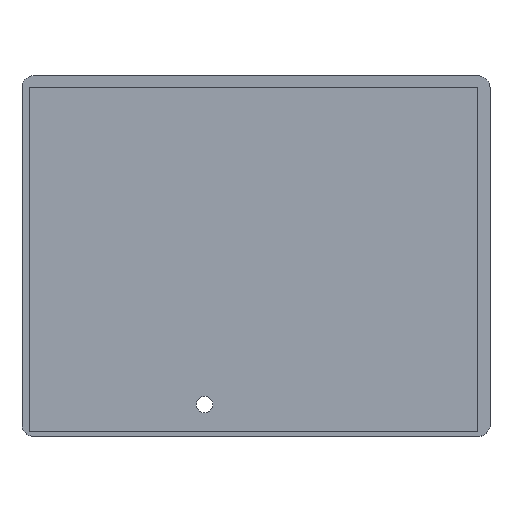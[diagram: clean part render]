
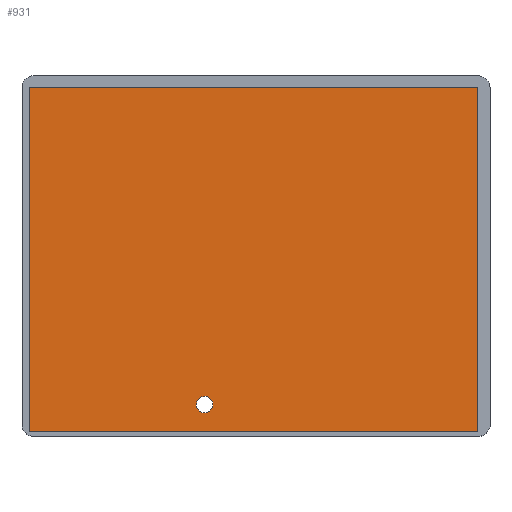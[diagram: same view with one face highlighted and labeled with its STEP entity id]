
A CAD part, top view. The second image highlights one B-rep face of the part: STEP entity #931.
In plain terms, the highlighted planar face has unit normal (0, 0, 1).
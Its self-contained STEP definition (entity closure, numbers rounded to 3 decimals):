
#170=CARTESIAN_POINT('',(-65.633,-40.174,1.414));
#171=VERTEX_POINT('',#170);
#180=CARTESIAN_POINT('',(-65.633,38.55,1.414));
#181=VERTEX_POINT('',#180);
#182=CARTESIAN_POINT('',(-65.633,-40.174,1.414));
#183=DIRECTION('',(0.,1.,0.));
#184=VECTOR('',#183,78.724);
#185=LINE('',#182,#184);
#186=EDGE_CURVE('',#171,#181,#185,.T.);
#622=CARTESIAN_POINT('',(36.859,-40.174,1.414));
#623=VERTEX_POINT('',#622);
#630=CARTESIAN_POINT('',(36.859,-40.174,1.414));
#631=DIRECTION('',(-1.,0.,0.));
#632=VECTOR('',#631,102.492);
#633=LINE('',#630,#632);
#634=EDGE_CURVE('',#623,#171,#633,.T.);
#646=CARTESIAN_POINT('',(36.859,38.55,1.414));
#647=VERTEX_POINT('',#646);
#654=CARTESIAN_POINT('',(36.859,38.55,1.414));
#655=DIRECTION('',(0.,-1.,0.));
#656=VECTOR('',#655,78.724);
#657=LINE('',#654,#656);
#658=EDGE_CURVE('',#647,#623,#657,.T.);
#679=CARTESIAN_POINT('',(-65.633,38.55,1.414));
#680=DIRECTION('',(1.,0.,-0.));
#681=VECTOR('',#680,102.492);
#682=LINE('',#679,#681);
#683=EDGE_CURVE('',#181,#647,#682,.T.);
#909=CARTESIAN_POINT('',(0.,0.,1.414));
#910=DIRECTION('',(0.,0.,1.));
#911=DIRECTION('',(1.,0.,0.));
#912=AXIS2_PLACEMENT_3D('',#909,#910,#911);
#913=PLANE('',#912);
#914=CARTESIAN_POINT('',(-23.75,-34.,1.414));
#915=VERTEX_POINT('',#914);
#916=CARTESIAN_POINT('',(-25.65,-34.,1.414));
#917=DIRECTION('',(0.,0.,1.));
#918=DIRECTION('',(1.,0.,-0.));
#919=AXIS2_PLACEMENT_3D('',#916,#917,#918);
#920=CIRCLE('',#919,1.9);
#921=EDGE_CURVE('',#915,#915,#920,.T.);
#922=ORIENTED_EDGE('',*,*,#921,.F.);
#923=EDGE_LOOP('',(#922));
#924=FACE_BOUND('',#923,.T.);
#925=ORIENTED_EDGE('',*,*,#658,.F.);
#926=ORIENTED_EDGE('',*,*,#683,.F.);
#927=ORIENTED_EDGE('',*,*,#186,.F.);
#928=ORIENTED_EDGE('',*,*,#634,.F.);
#929=EDGE_LOOP('',(#925,#926,#927,#928));
#930=FACE_BOUND('',#929,.T.);
#931=ADVANCED_FACE('',(#924,#930),#913,.T.);
